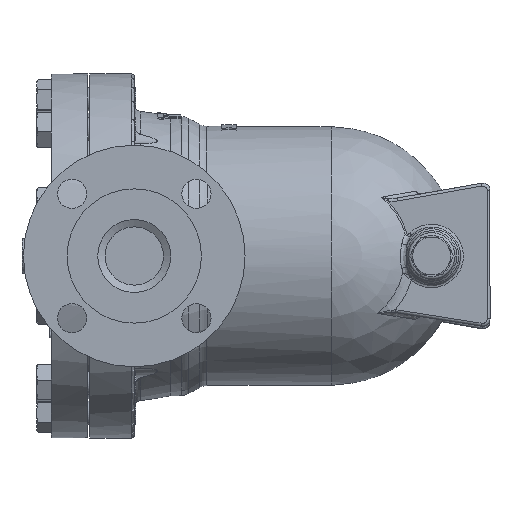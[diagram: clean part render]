
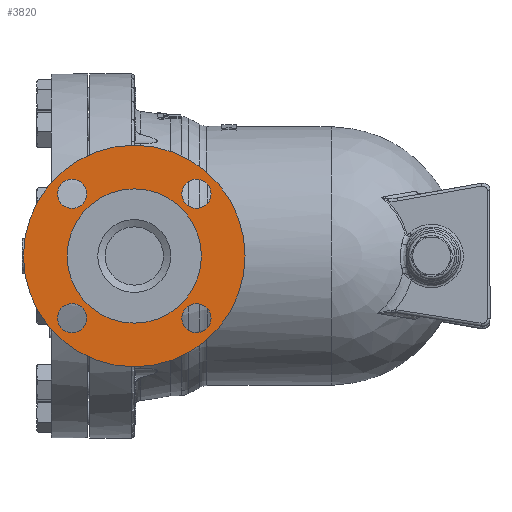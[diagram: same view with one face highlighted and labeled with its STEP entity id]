
A CAD part, left-side view. The second image highlights one B-rep face of the part: STEP entity #3820.
In plain terms, the highlighted planar face has unit normal (-1, 0, 0).
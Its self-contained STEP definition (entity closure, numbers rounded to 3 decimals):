
#3624=CARTESIAN_POINT('',(-195.9,44.,0.0));
#3625=VERTEX_POINT('',#3624);
#3626=CARTESIAN_POINT('',(-195.9,-32.,0.0));
#3627=DIRECTION('',(1.0,0.0,0.0));
#3628=DIRECTION('',(0.0,1.0,0.0));
#3629=AXIS2_PLACEMENT_3D('',#3626,#3627,#3628);
#3630=CIRCLE('',#3629,76.);
#3631=EDGE_CURVE('',#3625,#3625,#3630,.T.);
#3644=CARTESIAN_POINT('',(-195.9,-64.639,-42.639));
#3645=VERTEX_POINT('',#3644);
#3646=CARTESIAN_POINT('',(-195.9,-74.639,-42.639));
#3647=DIRECTION('',(1.0,0.0,0.0));
#3648=DIRECTION('',(0.0,-1.0,0.0));
#3649=AXIS2_PLACEMENT_3D('',#3646,#3647,#3648);
#3650=CIRCLE('',#3649,10.0);
#3651=EDGE_CURVE('',#3645,#3645,#3650,.T.);
#3664=CARTESIAN_POINT('',(-195.9,-74.639,32.639));
#3665=VERTEX_POINT('',#3664);
#3666=CARTESIAN_POINT('',(-195.9,-74.639,42.639));
#3667=DIRECTION('',(1.0,0.0,0.0));
#3668=DIRECTION('',(0.0,0.0,1.0));
#3669=AXIS2_PLACEMENT_3D('',#3666,#3667,#3668);
#3670=CIRCLE('',#3669,10.0);
#3671=EDGE_CURVE('',#3665,#3665,#3670,.T.);
#3684=CARTESIAN_POINT('',(-195.9,0.639,42.639));
#3685=VERTEX_POINT('',#3684);
#3686=CARTESIAN_POINT('',(-195.9,10.639,42.639));
#3687=DIRECTION('',(1.0,0.0,0.0));
#3688=DIRECTION('',(0.0,1.0,0.0));
#3689=AXIS2_PLACEMENT_3D('',#3686,#3687,#3688);
#3690=CIRCLE('',#3689,10.0);
#3691=EDGE_CURVE('',#3685,#3685,#3690,.T.);
#3704=CARTESIAN_POINT('',(-195.9,10.639,-32.639));
#3705=VERTEX_POINT('',#3704);
#3706=CARTESIAN_POINT('',(-195.9,10.639,-42.639));
#3707=DIRECTION('',(1.0,0.0,0.0));
#3708=DIRECTION('',(0.0,0.0,-1.0));
#3709=AXIS2_PLACEMENT_3D('',#3706,#3707,#3708);
#3710=CIRCLE('',#3709,10.0);
#3711=EDGE_CURVE('',#3705,#3705,#3710,.T.);
#3789=CARTESIAN_POINT('',(-195.9,29.025,0.0));
#3790=DIRECTION('',(1.0,0.0,0.0));
#3791=DIRECTION('',(0.0,0.0,-1.0));
#3792=AXIS2_PLACEMENT_3D('',#3789,#3790,#3791);
#3793=PLANE('',#3792);
#3794=ORIENTED_EDGE('',*,*,#3631,.F.);
#3795=EDGE_LOOP('',(#3794));
#3796=FACE_OUTER_BOUND('',#3795,.T.);
#3797=ORIENTED_EDGE('',*,*,#3651,.T.);
#3798=EDGE_LOOP('',(#3797));
#3799=FACE_BOUND('',#3798,.T.);
#3800=ORIENTED_EDGE('',*,*,#3671,.T.);
#3801=EDGE_LOOP('',(#3800));
#3802=FACE_BOUND('',#3801,.T.);
#3803=ORIENTED_EDGE('',*,*,#3691,.T.);
#3804=EDGE_LOOP('',(#3803));
#3805=FACE_BOUND('',#3804,.T.);
#3806=ORIENTED_EDGE('',*,*,#3711,.T.);
#3807=EDGE_LOOP('',(#3806));
#3808=FACE_BOUND('',#3807,.T.);
#3809=CARTESIAN_POINT('',(-195.9,14.05,0.0));
#3810=VERTEX_POINT('',#3809);
#3811=CARTESIAN_POINT('',(-195.9,-32.,0.0));
#3812=DIRECTION('',(1.0,0.0,0.0));
#3813=DIRECTION('',(0.0,1.0,0.0));
#3814=AXIS2_PLACEMENT_3D('',#3811,#3812,#3813);
#3815=CIRCLE('',#3814,46.05);
#3816=EDGE_CURVE('',#3810,#3810,#3815,.T.);
#3817=ORIENTED_EDGE('',*,*,#3816,.T.);
#3818=EDGE_LOOP('',(#3817));
#3819=FACE_BOUND('',#3818,.T.);
#3820=ADVANCED_FACE('',(#3796,#3799,#3802,#3805,#3808,#3819),#3793,.F.);
